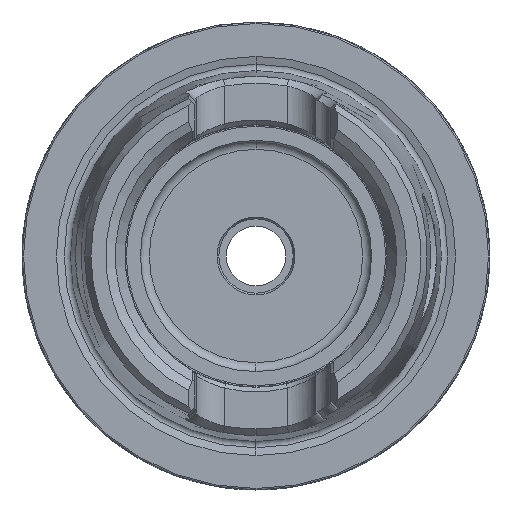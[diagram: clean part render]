
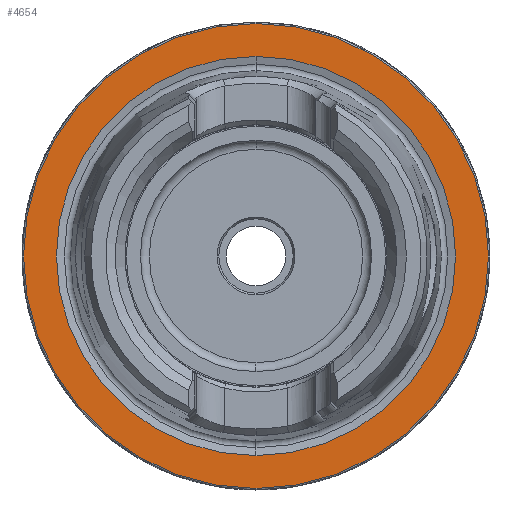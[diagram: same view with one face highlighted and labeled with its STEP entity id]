
A CAD part, left-side view. The second image highlights one B-rep face of the part: STEP entity #4654.
In plain terms, the highlighted planar face has unit normal (-1, 0, 0).
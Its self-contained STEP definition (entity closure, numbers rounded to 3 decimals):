
#187 = CARTESIAN_POINT ( 'NONE',  ( 0., 0., 0. ) ) ;
#207 = EDGE_LOOP ( 'NONE', ( #6713, #8013 ) ) ;
#1031 = DIRECTION ( 'NONE',  ( 0., 0., 1. ) ) ;
#1163 = CARTESIAN_POINT ( 'NONE',  ( 0., 0., -31.275 ) ) ;
#1225 = CARTESIAN_POINT ( 'NONE',  ( 0., 0., 0. ) ) ;
#1788 = CIRCLE ( 'NONE', #5009, 31.275 ) ;
#2068 = DIRECTION ( 'NONE',  ( 0., 0., 1. ) ) ;
#2191 = EDGE_CURVE ( 'NONE', #8905, #4554, #1788, .T. ) ;
#2492 = AXIS2_PLACEMENT_3D ( 'NONE', #187, #5858, #1031 ) ;
#2638 = DIRECTION ( 'NONE',  ( 0., 0., 1. ) ) ;
#3037 = CARTESIAN_POINT ( 'NONE',  ( 0., 0., 0. ) ) ;
#3049 = DIRECTION ( 'NONE',  ( 1., 0., 0. ) ) ;
#3589 = VERTEX_POINT ( 'NONE', #8574 ) ;
#3834 = DIRECTION ( 'NONE',  ( 0., 0., 1. ) ) ;
#4554 = VERTEX_POINT ( 'NONE', #1163 ) ;
#4581 = CARTESIAN_POINT ( 'NONE',  ( 0., 31.275, 0. ) ) ;
#4654 = ADVANCED_FACE ( 'NONE', ( #9091, #9932 ), #7837, .F. ) ;
#4887 = DIRECTION ( 'NONE',  ( -1., 0., 0. ) ) ;
#4925 = EDGE_CURVE ( 'NONE', #3589, #5763, #6588, .T. ) ;
#5009 = AXIS2_PLACEMENT_3D ( 'NONE', #9009, #4887, #2638 ) ;
#5032 = CARTESIAN_POINT ( 'NONE',  ( 0., 0., 31.275 ) ) ;
#5763 = VERTEX_POINT ( 'NONE', #6105 ) ;
#5858 = DIRECTION ( 'NONE',  ( -1., 0., 0. ) ) ;
#6105 = CARTESIAN_POINT ( 'NONE',  ( 0., 0., 26.85 ) ) ;
#6588 = CIRCLE ( 'NONE', #6678, 26.85 ) ;
#6678 = AXIS2_PLACEMENT_3D ( 'NONE', #1225, #6856, #2068 ) ;
#6713 = ORIENTED_EDGE ( 'NONE', *, *, #2191, .T. ) ;
#6812 = EDGE_CURVE ( 'NONE', #4554, #8905, #8047, .T. ) ;
#6856 = DIRECTION ( 'NONE',  ( -1., 0., 0. ) ) ;
#6965 = AXIS2_PLACEMENT_3D ( 'NONE', #3037, #8635, #3834 ) ;
#7160 = EDGE_CURVE ( 'NONE', #5763, #3589, #10270, .T. ) ;
#7837 = PLANE ( 'NONE',  #10101 ) ;
#8013 = ORIENTED_EDGE ( 'NONE', *, *, #6812, .T. ) ;
#8047 = CIRCLE ( 'NONE', #6965, 31.275 ) ;
#8574 = CARTESIAN_POINT ( 'NONE',  ( 0., 0., -26.85 ) ) ;
#8635 = DIRECTION ( 'NONE',  ( -1., 0., 0. ) ) ;
#8651 = DIRECTION ( 'NONE',  ( 0., 0., -1. ) ) ;
#8765 = ORIENTED_EDGE ( 'NONE', *, *, #4925, .F. ) ;
#8905 = VERTEX_POINT ( 'NONE', #5032 ) ;
#9009 = CARTESIAN_POINT ( 'NONE',  ( 0., 0., 0. ) ) ;
#9091 = FACE_BOUND ( 'NONE', #9746, .T. ) ;
#9746 = EDGE_LOOP ( 'NONE', ( #10258, #8765 ) ) ;
#9932 = FACE_OUTER_BOUND ( 'NONE', #207, .T. ) ;
#10101 = AXIS2_PLACEMENT_3D ( 'NONE', #4581, #3049, #8651 ) ;
#10258 = ORIENTED_EDGE ( 'NONE', *, *, #7160, .F. ) ;
#10270 = CIRCLE ( 'NONE', #2492, 26.85 ) ;
